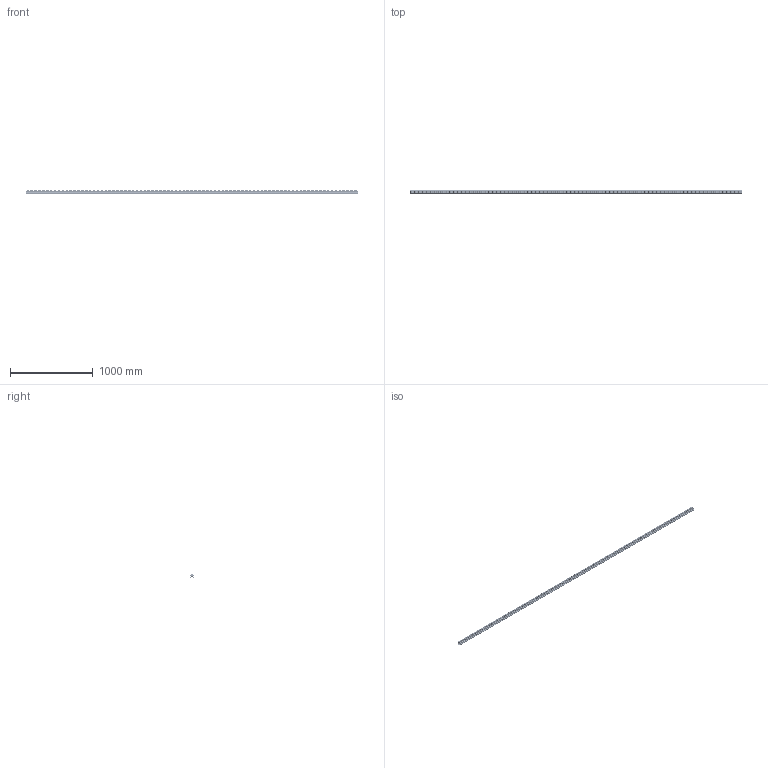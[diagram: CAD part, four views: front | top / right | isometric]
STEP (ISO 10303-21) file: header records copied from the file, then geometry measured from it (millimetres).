
FILE_DESCRIPTION((''),'2;1');
FILE_NAME('86222.stp','2021-09-17T09:26:23',('arma01'),(''),'Autodesk Inventor 2013','Autodesk Inventor 2013','');
FILE_SCHEMA(('AUTOMOTIVE_DESIGN { 1 0 10303 214 1 1 1 1 }'));
Length unit declared in the file: millimetre
Products named in the file (3): 86222
Assembly tree (86 placements, depth 2):
  86222
    86222
    86222  x85
Bounding box: 4000.8 x 38 x 48.9 mm (x, y, z)
Volume: 1466289.3 mm3; surface area: 2193505.1 mm2
Topology: 86 solids, 86 shells, 10517 faces, 26190 edges, 17375 vertices
Faces by surface type: plane 5813, cylinder 4364, torus 255, cone 85
Full cylindrical faces by diameter (mm): 4 x170, 6 x340, 34 x85
Entity records: 52153 total; most frequent: DIRECTION 8914, CARTESIAN_POINT 8798, ORIENTED_EDGE 8340, EDGE_CURVE 4170, AXIS2_PLACEMENT_3D 3126, VERTEX_POINT 3010, EDGE_LOOP 2744, VECTOR 2662
